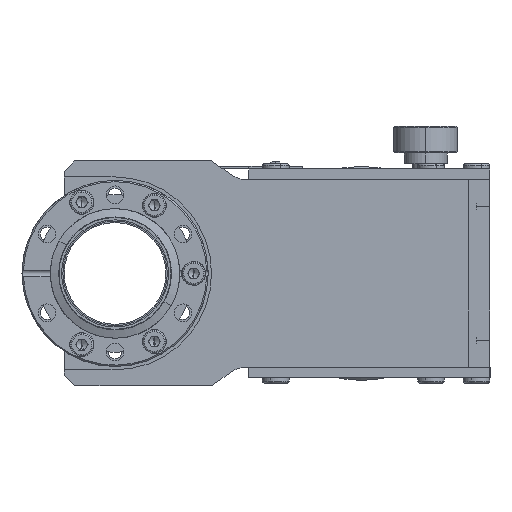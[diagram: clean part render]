
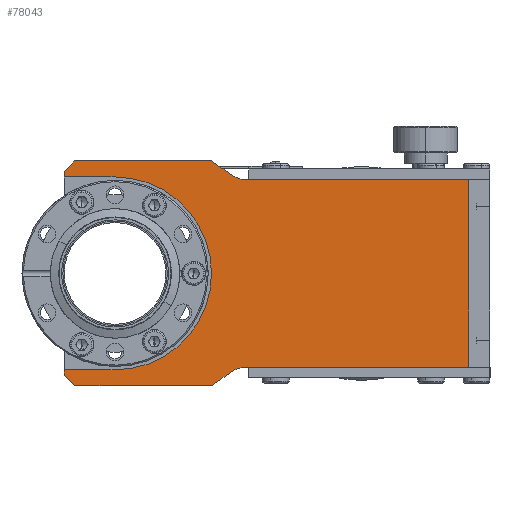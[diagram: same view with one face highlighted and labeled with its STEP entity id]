
A CAD part, front view. The second image highlights one B-rep face of the part: STEP entity #78043.
In plain terms, the highlighted planar face has unit normal (0, -1, 0).
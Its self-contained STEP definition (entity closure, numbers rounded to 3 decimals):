
#713 = VERTEX_POINT ( 'NONE', #79863 ) ;
#1651 = CARTESIAN_POINT ( 'NONE',  ( -19., 0., 36. ) ) ;
#1954 = EDGE_CURVE ( 'NONE', #139635, #39518, #120932, .T. ) ;
#2793 = DIRECTION ( 'NONE',  ( 0.819, 0., -0.573 ) ) ;
#3959 = LINE ( 'NONE', #55040, #164513 ) ;
#4391 = EDGE_CURVE ( 'NONE', #713, #93803, #67132, .T. ) ;
#5893 = CARTESIAN_POINT ( 'NONE',  ( 43.418, 0., -36.808 ) ) ;
#6128 = DIRECTION ( 'NONE',  ( 0., 0., 1. ) ) ;
#6673 = EDGE_CURVE ( 'NONE', #23857, #62001, #195751, .T. ) ;
#7932 = CARTESIAN_POINT ( 'NONE',  ( 49.152, 0., 45. ) ) ;
#12182 = CARTESIAN_POINT ( 'NONE',  ( -15., 0., -42. ) ) ;
#12345 = VERTEX_POINT ( 'NONE', #131528 ) ;
#13879 = CARTESIAN_POINT ( 'NONE',  ( 0., 0., 36. ) ) ;
#20372 = CARTESIAN_POINT ( 'NONE',  ( -15., 0., 42. ) ) ;
#22309 = CARTESIAN_POINT ( 'NONE',  ( -15., 0., -42. ) ) ;
#23548 = DIRECTION ( 'NONE',  ( 0., 0., 1. ) ) ;
#23857 = VERTEX_POINT ( 'NONE', #13879 ) ;
#25402 = CARTESIAN_POINT ( 'NONE',  ( 0., 0., -36. ) ) ;
#25727 = VECTOR ( 'NONE', #174332, 1000. ) ;
#30361 = VECTOR ( 'NONE', #179490, 1000. ) ;
#31074 = ORIENTED_EDGE ( 'NONE', *, *, #151903, .T. ) ;
#33412 = DIRECTION ( 'NONE',  ( 0., 0., 1. ) ) ;
#38985 = LINE ( 'NONE', #22309, #162989 ) ;
#39518 = VERTEX_POINT ( 'NONE', #174988 ) ;
#40157 = LINE ( 'NONE', #20372, #76557 ) ;
#42835 = CARTESIAN_POINT ( 'NONE',  ( -19., 0., -38. ) ) ;
#43165 = FACE_OUTER_BOUND ( 'NONE', #137633, .T. ) ;
#47939 = CARTESIAN_POINT ( 'NONE',  ( 0., 0., -36. ) ) ;
#48327 = DIRECTION ( 'NONE',  ( 0., 1., 0. ) ) ;
#52205 = CARTESIAN_POINT ( 'NONE',  ( 132., 0., -35. ) ) ;
#53601 = DIRECTION ( 'NONE',  ( -1., 0., 0. ) ) ;
#55040 = CARTESIAN_POINT ( 'NONE',  ( 46., 0., -35. ) ) ;
#55829 = CIRCLE ( 'NONE', #157036, 10. ) ;
#59634 = CARTESIAN_POINT ( 'NONE',  ( -19., 0., -38. ) ) ;
#62001 = VERTEX_POINT ( 'NONE', #1651 ) ;
#62916 = ORIENTED_EDGE ( 'NONE', *, *, #131567, .F. ) ;
#64310 = EDGE_CURVE ( 'NONE', #151799, #71834, #55829, .T. ) ;
#64892 = DIRECTION ( 'NONE',  ( 1., 0., 0. ) ) ;
#67132 = LINE ( 'NONE', #25402, #25727 ) ;
#68021 = LINE ( 'NONE', #129512, #187118 ) ;
#71834 = VERTEX_POINT ( 'NONE', #94470 ) ;
#72052 = CARTESIAN_POINT ( 'NONE',  ( -19., 0., 38. ) ) ;
#76557 = VECTOR ( 'NONE', #144915, 1000. ) ;
#78043 = ADVANCED_FACE ( 'NONE', ( #43165 ), #78900, .F. ) ;
#78303 = EDGE_CURVE ( 'NONE', #188445, #71834, #3959, .T. ) ;
#78900 = PLANE ( 'NONE',  #173163 ) ;
#79863 = CARTESIAN_POINT ( 'NONE',  ( -19., 0., -36. ) ) ;
#81215 = ORIENTED_EDGE ( 'NONE', *, *, #78303, .F. ) ;
#82380 = EDGE_CURVE ( 'NONE', #164020, #149164, #200315, .T. ) ;
#83731 = DIRECTION ( 'NONE',  ( 0., -1., 0. ) ) ;
#86260 = DIRECTION ( 'NONE',  ( -1., 0., 0. ) ) ;
#87603 = VERTEX_POINT ( 'NONE', #181812 ) ;
#88969 = DIRECTION ( 'NONE',  ( 0., 1., 0. ) ) ;
#91055 = ORIENTED_EDGE ( 'NONE', *, *, #1954, .F. ) ;
#91863 = ORIENTED_EDGE ( 'NONE', *, *, #4391, .F. ) ;
#93803 = VERTEX_POINT ( 'NONE', #47939 ) ;
#94470 = CARTESIAN_POINT ( 'NONE',  ( 49.152, 0., -35. ) ) ;
#95502 = VECTOR ( 'NONE', #33412, 1000. ) ;
#102730 = DIRECTION ( 'NONE',  ( 0.707, 0., 0.707 ) ) ;
#112123 = ORIENTED_EDGE ( 'NONE', *, *, #6673, .F. ) ;
#113057 = LINE ( 'NONE', #52205, #195726 ) ;
#114216 = VECTOR ( 'NONE', #64892, 1000. ) ;
#115147 = CARTESIAN_POINT ( 'NONE',  ( -19., 0., -38. ) ) ;
#116709 = DIRECTION ( 'NONE',  ( 0., 1., 0. ) ) ;
#116840 = EDGE_CURVE ( 'NONE', #125175, #188445, #113057, .T. ) ;
#117613 = VECTOR ( 'NONE', #192629, 1000. ) ;
#120875 = EDGE_CURVE ( 'NONE', #62001, #139635, #178191, .T. ) ;
#120932 = LINE ( 'NONE', #72052, #157372 ) ;
#121477 = CIRCLE ( 'NONE', #169911, 36. ) ;
#124403 = VECTOR ( 'NONE', #2793, 1000. ) ;
#125175 = VERTEX_POINT ( 'NONE', #191263 ) ;
#125213 = EDGE_CURVE ( 'NONE', #151799, #87603, #68021, .T. ) ;
#126344 = EDGE_CURVE ( 'NONE', #87603, #164020, #38985, .T. ) ;
#126531 = CARTESIAN_POINT ( 'NONE',  ( -19., 0., 26. ) ) ;
#127333 = EDGE_CURVE ( 'NONE', #170298, #12345, #165724, .T. ) ;
#128285 = ORIENTED_EDGE ( 'NONE', *, *, #125213, .F. ) ;
#129407 = CARTESIAN_POINT ( 'NONE',  ( 36., 0., 42. ) ) ;
#129512 = CARTESIAN_POINT ( 'NONE',  ( 36., 0., -42. ) ) ;
#131528 = CARTESIAN_POINT ( 'NONE',  ( 43.418, 0., 36.808 ) ) ;
#131567 = EDGE_CURVE ( 'NONE', #39518, #170298, #40157, .T. ) ;
#134023 = EDGE_CURVE ( 'NONE', #186935, #125175, #155552, .T. ) ;
#136137 = DIRECTION ( 'NONE',  ( 0., 0., 1. ) ) ;
#137118 = LINE ( 'NONE', #42835, #178329 ) ;
#137633 = EDGE_LOOP ( 'NONE', ( #144192, #112123, #153815, #91863, #181666, #153601, #181386, #128285, #188345, #81215, #184331, #152180, #31074, #148456, #62916, #91055 ) ) ;
#139635 = VERTEX_POINT ( 'NONE', #139887 ) ;
#139887 = CARTESIAN_POINT ( 'NONE',  ( -19., 0., 38. ) ) ;
#141581 = CARTESIAN_POINT ( 'NONE',  ( 0., 0., 0. ) ) ;
#144192 = ORIENTED_EDGE ( 'NONE', *, *, #120875, .F. ) ;
#144915 = DIRECTION ( 'NONE',  ( 1., 0., 0. ) ) ;
#145158 = DIRECTION ( 'NONE',  ( -0.819, 0., -0.573 ) ) ;
#148456 = ORIENTED_EDGE ( 'NONE', *, *, #127333, .F. ) ;
#149164 = VERTEX_POINT ( 'NONE', #59634 ) ;
#151799 = VERTEX_POINT ( 'NONE', #5893 ) ;
#151903 = EDGE_CURVE ( 'NONE', #186935, #12345, #164935, .T. ) ;
#152180 = ORIENTED_EDGE ( 'NONE', *, *, #134023, .F. ) ;
#153601 = ORIENTED_EDGE ( 'NONE', *, *, #82380, .F. ) ;
#153815 = ORIENTED_EDGE ( 'NONE', *, *, #173388, .F. ) ;
#155552 = LINE ( 'NONE', #173612, #114216 ) ;
#157036 = AXIS2_PLACEMENT_3D ( 'NONE', #161141, #88969, #6128 ) ;
#157106 = DIRECTION ( 'NONE',  ( 0., 0., 1. ) ) ;
#157372 = VECTOR ( 'NONE', #102730, 1000. ) ;
#160929 = DIRECTION ( 'NONE',  ( 0., 0., -1. ) ) ;
#160961 = EDGE_CURVE ( 'NONE', #149164, #713, #137118, .T. ) ;
#161141 = CARTESIAN_POINT ( 'NONE',  ( 49.152, 0., -45. ) ) ;
#162989 = VECTOR ( 'NONE', #53601, 1000. ) ;
#164020 = VERTEX_POINT ( 'NONE', #12182 ) ;
#164513 = VECTOR ( 'NONE', #86260, 1000. ) ;
#164870 = CARTESIAN_POINT ( 'NONE',  ( 49.152, 0., 35. ) ) ;
#164935 = CIRCLE ( 'NONE', #193423, 10. ) ;
#165724 = LINE ( 'NONE', #173427, #124403 ) ;
#169911 = AXIS2_PLACEMENT_3D ( 'NONE', #176902, #83731, #192535 ) ;
#170298 = VERTEX_POINT ( 'NONE', #129407 ) ;
#173163 = AXIS2_PLACEMENT_3D ( 'NONE', #141581, #48327, #157106 ) ;
#173388 = EDGE_CURVE ( 'NONE', #93803, #23857, #121477, .T. ) ;
#173427 = CARTESIAN_POINT ( 'NONE',  ( 36., 0., 42. ) ) ;
#173612 = CARTESIAN_POINT ( 'NONE',  ( 46., 0., 35. ) ) ;
#174332 = DIRECTION ( 'NONE',  ( 1., 0., 0. ) ) ;
#174988 = CARTESIAN_POINT ( 'NONE',  ( -15., 0., 42. ) ) ;
#175468 = CARTESIAN_POINT ( 'NONE',  ( 0., 0., 36. ) ) ;
#176902 = CARTESIAN_POINT ( 'NONE',  ( 0., 0., 0. ) ) ;
#178191 = LINE ( 'NONE', #126531, #95502 ) ;
#178329 = VECTOR ( 'NONE', #136137, 1000. ) ;
#179490 = DIRECTION ( 'NONE',  ( -1., 0., 0. ) ) ;
#181386 = ORIENTED_EDGE ( 'NONE', *, *, #126344, .F. ) ;
#181399 = CARTESIAN_POINT ( 'NONE',  ( 132., 0., -35. ) ) ;
#181666 = ORIENTED_EDGE ( 'NONE', *, *, #160961, .F. ) ;
#181812 = CARTESIAN_POINT ( 'NONE',  ( 36., 0., -42. ) ) ;
#184331 = ORIENTED_EDGE ( 'NONE', *, *, #116840, .F. ) ;
#186935 = VERTEX_POINT ( 'NONE', #164870 ) ;
#187118 = VECTOR ( 'NONE', #145158, 1000. ) ;
#188345 = ORIENTED_EDGE ( 'NONE', *, *, #64310, .T. ) ;
#188445 = VERTEX_POINT ( 'NONE', #181399 ) ;
#191263 = CARTESIAN_POINT ( 'NONE',  ( 132., 0., 35. ) ) ;
#192535 = DIRECTION ( 'NONE',  ( 0., 0., -1. ) ) ;
#192629 = DIRECTION ( 'NONE',  ( -0.707, 0., 0.707 ) ) ;
#193423 = AXIS2_PLACEMENT_3D ( 'NONE', #7932, #116709, #23548 ) ;
#195726 = VECTOR ( 'NONE', #160929, 1000. ) ;
#195751 = LINE ( 'NONE', #175468, #30361 ) ;
#200315 = LINE ( 'NONE', #115147, #117613 ) ;
